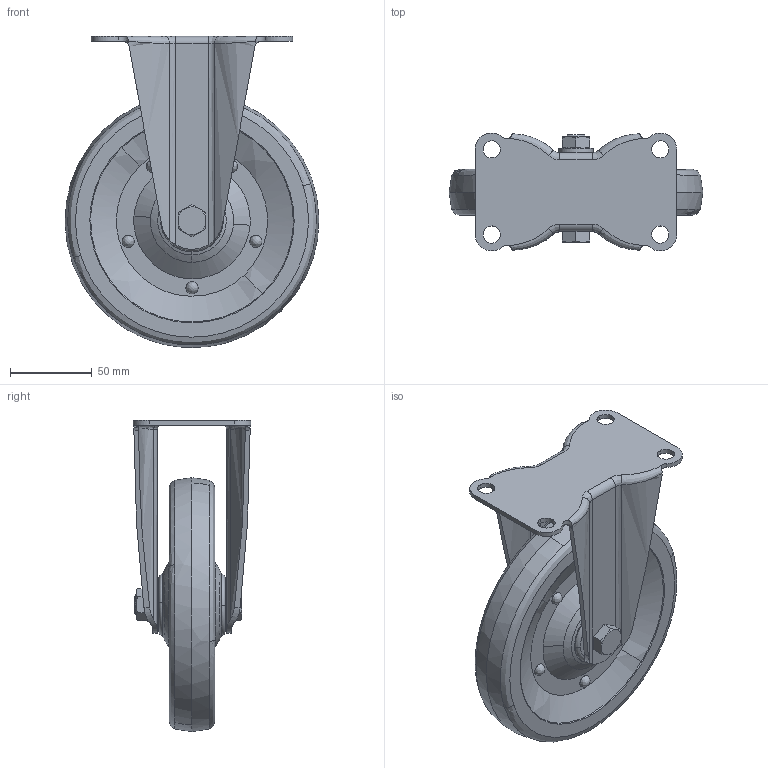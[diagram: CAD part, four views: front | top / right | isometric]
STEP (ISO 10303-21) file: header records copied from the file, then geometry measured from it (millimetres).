
FILE_DESCRIPTION((''),'2;1');
FILE_NAME('','2009-03-19T15:32:31',(''),(''),'','CADfix','');
FILE_SCHEMA(('AUTOMOTIVE_DESIGN { 1 0 10303 214 1 1 1 1 }'));
Length unit declared in the file: millimetre
Bounding box: 154.95 x 72 x 190 mm (x, y, z)
Volume: 520068.9 mm3; surface area: 102971.7 mm2
Topology: 3 solids, 3 shells, 184 faces, 538 edges, 376 vertices
Faces by surface type: bspline 184
Entity records: 8738 total; most frequent: CARTESIAN_POINT 5810, ORIENTED_EDGE 1068, EDGE_CURVE 534, VERTEX_POINT 376, EDGE_LOOP 218, FACE_OUTER_BOUND 184, ADVANCED_FACE 184, B_SPLINE_CURVE_WITH_KNOTS 138
